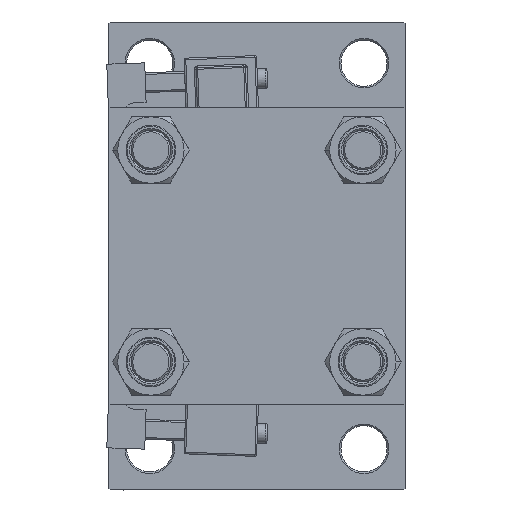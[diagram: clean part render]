
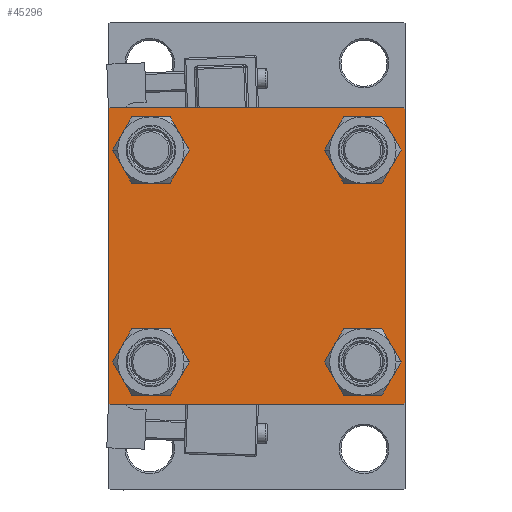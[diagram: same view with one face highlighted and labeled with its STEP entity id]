
A CAD part, left-side view. The second image highlights one B-rep face of the part: STEP entity #45296.
In plain terms, the highlighted planar face has unit normal (-1, 0, 0).
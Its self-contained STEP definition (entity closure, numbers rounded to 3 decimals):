
#759 = AXIS2_PLACEMENT_3D ( 'NONE', #30185, #34160, #14032 ) ;
#1004 = AXIS2_PLACEMENT_3D ( 'NONE', #8320, #12545, #20532 ) ;
#1328 = CARTESIAN_POINT ( 'NONE',  ( 0., -32.15, 25.65 ) ) ;
#1517 = AXIS2_PLACEMENT_3D ( 'NONE', #39341, #1876, #40084 ) ;
#1876 = DIRECTION ( 'NONE',  ( 1., 0., 0. ) ) ;
#2427 = ORIENTED_EDGE ( 'NONE', *, *, #40246, .T. ) ;
#2535 = EDGE_LOOP ( 'NONE', ( #35455, #9788 ) ) ;
#2597 = DIRECTION ( 'NONE',  ( 0., 0., 1. ) ) ;
#4356 = LINE ( 'NONE', #19582, #43488 ) ;
#5222 = CARTESIAN_POINT ( 'NONE',  ( 0., 44.75, -44.75 ) ) ;
#5408 = CARTESIAN_POINT ( 'NONE',  ( 0., -44.75, 44.75 ) ) ;
#6189 = VECTOR ( 'NONE', #26741, 1000. ) ;
#6293 = CARTESIAN_POINT ( 'NONE',  ( 0., 32.15, -25.65 ) ) ;
#6706 = AXIS2_PLACEMENT_3D ( 'NONE', #29316, #17812, #14329 ) ;
#6732 = LINE ( 'NONE', #10974, #17952 ) ;
#6914 = EDGE_LOOP ( 'NONE', ( #32496, #18373 ) ) ;
#6974 = PLANE ( 'NONE',  #7521 ) ;
#7169 = EDGE_CURVE ( 'NONE', #45946, #26122, #20452, .T. ) ;
#7223 = FACE_BOUND ( 'NONE', #2535, .T. ) ;
#7521 = AXIS2_PLACEMENT_3D ( 'NONE', #37186, #10721, #11213 ) ;
#7664 = EDGE_CURVE ( 'NONE', #42471, #18360, #44977, .T. ) ;
#7743 = ORIENTED_EDGE ( 'NONE', *, *, #37528, .F. ) ;
#8320 = CARTESIAN_POINT ( 'NONE',  ( 0., -32.15, 32.15 ) ) ;
#9010 = CIRCLE ( 'NONE', #1004, 6.5 ) ;
#9300 = ORIENTED_EDGE ( 'NONE', *, *, #46645, .T. ) ;
#9518 = CIRCLE ( 'NONE', #39813, 6.5 ) ;
#9788 = ORIENTED_EDGE ( 'NONE', *, *, #39011, .T. ) ;
#9878 = DIRECTION ( 'NONE',  ( 0., 0., -1. ) ) ;
#10336 = VECTOR ( 'NONE', #39375, 1000. ) ;
#10509 = EDGE_CURVE ( 'NONE', #16572, #33816, #25454, .T. ) ;
#10510 = VERTEX_POINT ( 'NONE', #43333 ) ;
#10721 = DIRECTION ( 'NONE',  ( -1., 0., 0. ) ) ;
#10827 = VERTEX_POINT ( 'NONE', #6293 ) ;
#10974 = CARTESIAN_POINT ( 'NONE',  ( 0., 44.75, 44.75 ) ) ;
#11213 = DIRECTION ( 'NONE',  ( 0., 0., 1. ) ) ;
#11226 = EDGE_CURVE ( 'NONE', #27539, #18360, #31624, .T. ) ;
#11846 = EDGE_CURVE ( 'NONE', #10827, #40126, #9518, .T. ) ;
#12016 = CARTESIAN_POINT ( 'NONE',  ( 0., 45., 44.5 ) ) ;
#12545 = DIRECTION ( 'NONE',  ( 1., 0., 0. ) ) ;
#12714 = EDGE_CURVE ( 'NONE', #30600, #10510, #18307, .T. ) ;
#12829 = DIRECTION ( 'NONE',  ( 0., -0.707, 0.707 ) ) ;
#13518 = DIRECTION ( 'NONE',  ( 0., 0., 1. ) ) ;
#13619 = LINE ( 'NONE', #44085, #19822 ) ;
#13638 = ORIENTED_EDGE ( 'NONE', *, *, #10509, .T. ) ;
#13923 = EDGE_CURVE ( 'NONE', #10510, #30600, #23861, .T. ) ;
#13926 = CARTESIAN_POINT ( 'NONE',  ( 0., -44.5, -45. ) ) ;
#14032 = DIRECTION ( 'NONE',  ( 0., 0., 1. ) ) ;
#14329 = DIRECTION ( 'NONE',  ( 0., 0., 1. ) ) ;
#14617 = CARTESIAN_POINT ( 'NONE',  ( 0., -45., 45. ) ) ;
#15395 = CARTESIAN_POINT ( 'NONE',  ( 0., -45., -44.5 ) ) ;
#16175 = CIRCLE ( 'NONE', #29740, 6.5 ) ;
#16572 = VERTEX_POINT ( 'NONE', #38059 ) ;
#17812 = DIRECTION ( 'NONE',  ( 1., 0., 0. ) ) ;
#17952 = VECTOR ( 'NONE', #18205, 1000. ) ;
#18037 = ORIENTED_EDGE ( 'NONE', *, *, #7169, .T. ) ;
#18205 = DIRECTION ( 'NONE',  ( 0., 0.707, -0.707 ) ) ;
#18307 = CIRCLE ( 'NONE', #759, 6.5 ) ;
#18360 = VERTEX_POINT ( 'NONE', #37895 ) ;
#18373 = ORIENTED_EDGE ( 'NONE', *, *, #40302, .T. ) ;
#18663 = VERTEX_POINT ( 'NONE', #43978 ) ;
#18844 = ORIENTED_EDGE ( 'NONE', *, *, #38438, .T. ) ;
#18930 = FACE_BOUND ( 'NONE', #41702, .T. ) ;
#19379 = EDGE_LOOP ( 'NONE', ( #38471, #28400 ) ) ;
#19582 = CARTESIAN_POINT ( 'NONE',  ( 0., -44.75, -44.75 ) ) ;
#19822 = VECTOR ( 'NONE', #9878, 1000. ) ;
#20452 = LINE ( 'NONE', #5222, #33285 ) ;
#20532 = DIRECTION ( 'NONE',  ( 0., 0., 1. ) ) ;
#21672 = DIRECTION ( 'NONE',  ( 1., 0., 0. ) ) ;
#22056 = DIRECTION ( 'NONE',  ( 1., 0., 0. ) ) ;
#22430 = DIRECTION ( 'NONE',  ( 0., 0., 1. ) ) ;
#22688 = EDGE_CURVE ( 'NONE', #18663, #37765, #9010, .T. ) ;
#23268 = CARTESIAN_POINT ( 'NONE',  ( 0., 32.15, 32.15 ) ) ;
#23861 = CIRCLE ( 'NONE', #39810, 6.5 ) ;
#24008 = CARTESIAN_POINT ( 'NONE',  ( 0., 32.15, -32.15 ) ) ;
#24519 = VERTEX_POINT ( 'NONE', #15395 ) ;
#24605 = CARTESIAN_POINT ( 'NONE',  ( 0., 44.5, -45. ) ) ;
#25454 = CIRCLE ( 'NONE', #1517, 6.5 ) ;
#25874 = DIRECTION ( 'NONE',  ( 0., -1., 0. ) ) ;
#26122 = VERTEX_POINT ( 'NONE', #24605 ) ;
#26185 = EDGE_CURVE ( 'NONE', #46377, #45946, #13619, .T. ) ;
#26373 = CARTESIAN_POINT ( 'NONE',  ( 0., 32.15, -38.65 ) ) ;
#26741 = DIRECTION ( 'NONE',  ( 0., -1., 0. ) ) ;
#26921 = VERTEX_POINT ( 'NONE', #13926 ) ;
#27539 = VERTEX_POINT ( 'NONE', #47545 ) ;
#27722 = EDGE_LOOP ( 'NONE', ( #43558, #18037, #18844, #41671, #7743, #45165, #49263, #9300 ) ) ;
#28400 = ORIENTED_EDGE ( 'NONE', *, *, #13923, .T. ) ;
#29078 = CARTESIAN_POINT ( 'NONE',  ( 0., -32.15, -32.15 ) ) ;
#29316 = CARTESIAN_POINT ( 'NONE',  ( 0., -32.15, 32.15 ) ) ;
#29704 = FACE_OUTER_BOUND ( 'NONE', #27722, .T. ) ;
#29740 = AXIS2_PLACEMENT_3D ( 'NONE', #24008, #39998, #13518 ) ;
#30185 = CARTESIAN_POINT ( 'NONE',  ( 0., 32.15, 32.15 ) ) ;
#30556 = CARTESIAN_POINT ( 'NONE',  ( 0., 45., -44.5 ) ) ;
#30600 = VERTEX_POINT ( 'NONE', #36222 ) ;
#31624 = LINE ( 'NONE', #5408, #10336 ) ;
#32169 = CARTESIAN_POINT ( 'NONE',  ( 0., 44.5, 45. ) ) ;
#32496 = ORIENTED_EDGE ( 'NONE', *, *, #22688, .T. ) ;
#33285 = VECTOR ( 'NONE', #43187, 1000. ) ;
#33423 = DIRECTION ( 'NONE',  ( 1., 0., 0. ) ) ;
#33437 = FACE_BOUND ( 'NONE', #19379, .T. ) ;
#33600 = LINE ( 'NONE', #41587, #44853 ) ;
#33816 = VERTEX_POINT ( 'NONE', #38431 ) ;
#34160 = DIRECTION ( 'NONE',  ( 1., 0., 0. ) ) ;
#35455 = ORIENTED_EDGE ( 'NONE', *, *, #11846, .T. ) ;
#36222 = CARTESIAN_POINT ( 'NONE',  ( 0., 32.15, 38.65 ) ) ;
#37186 = CARTESIAN_POINT ( 'NONE',  ( 0., 0., 0. ) ) ;
#37528 = EDGE_CURVE ( 'NONE', #27539, #24519, #48341, .T. ) ;
#37765 = VERTEX_POINT ( 'NONE', #1328 ) ;
#37895 = CARTESIAN_POINT ( 'NONE',  ( 0., -44.5, 45. ) ) ;
#38059 = CARTESIAN_POINT ( 'NONE',  ( 0., -32.15, -25.65 ) ) ;
#38431 = CARTESIAN_POINT ( 'NONE',  ( 0., -32.15, -38.65 ) ) ;
#38438 = EDGE_CURVE ( 'NONE', #26122, #26921, #33600, .T. ) ;
#38471 = ORIENTED_EDGE ( 'NONE', *, *, #12714, .T. ) ;
#38609 = CIRCLE ( 'NONE', #6706, 6.5 ) ;
#39011 = EDGE_CURVE ( 'NONE', #40126, #10827, #16175, .T. ) ;
#39341 = CARTESIAN_POINT ( 'NONE',  ( 0., -32.15, -32.15 ) ) ;
#39355 = CIRCLE ( 'NONE', #39388, 6.5 ) ;
#39375 = DIRECTION ( 'NONE',  ( 0., 0.707, 0.707 ) ) ;
#39388 = AXIS2_PLACEMENT_3D ( 'NONE', #29078, #22056, #2597 ) ;
#39810 = AXIS2_PLACEMENT_3D ( 'NONE', #23268, #21672, #39925 ) ;
#39813 = AXIS2_PLACEMENT_3D ( 'NONE', #49398, #33423, #22430 ) ;
#39925 = DIRECTION ( 'NONE',  ( 0., 0., 1. ) ) ;
#39998 = DIRECTION ( 'NONE',  ( 1., 0., 0. ) ) ;
#40084 = DIRECTION ( 'NONE',  ( 0., 0., 1. ) ) ;
#40126 = VERTEX_POINT ( 'NONE', #26373 ) ;
#40246 = EDGE_CURVE ( 'NONE', #33816, #16572, #39355, .T. ) ;
#40302 = EDGE_CURVE ( 'NONE', #37765, #18663, #38609, .T. ) ;
#41587 = CARTESIAN_POINT ( 'NONE',  ( 0., 45., -45. ) ) ;
#41671 = ORIENTED_EDGE ( 'NONE', *, *, #43778, .T. ) ;
#41702 = EDGE_LOOP ( 'NONE', ( #13638, #2427 ) ) ;
#42471 = VERTEX_POINT ( 'NONE', #32169 ) ;
#43187 = DIRECTION ( 'NONE',  ( 0., -0.707, -0.707 ) ) ;
#43333 = CARTESIAN_POINT ( 'NONE',  ( 0., 32.15, 25.65 ) ) ;
#43488 = VECTOR ( 'NONE', #12829, 1000. ) ;
#43558 = ORIENTED_EDGE ( 'NONE', *, *, #26185, .T. ) ;
#43778 = EDGE_CURVE ( 'NONE', #26921, #24519, #4356, .T. ) ;
#43978 = CARTESIAN_POINT ( 'NONE',  ( 0., -32.15, 38.65 ) ) ;
#44085 = CARTESIAN_POINT ( 'NONE',  ( 0., 45., 45. ) ) ;
#44836 = DIRECTION ( 'NONE',  ( 0., 0., -1. ) ) ;
#44853 = VECTOR ( 'NONE', #25874, 1000. ) ;
#44977 = LINE ( 'NONE', #49217, #6189 ) ;
#45165 = ORIENTED_EDGE ( 'NONE', *, *, #11226, .T. ) ;
#45296 = ADVANCED_FACE ( 'NONE', ( #45669, #18930, #7223, #33437, #29704 ), #6974, .T. ) ;
#45669 = FACE_BOUND ( 'NONE', #6914, .T. ) ;
#45946 = VERTEX_POINT ( 'NONE', #30556 ) ;
#46377 = VERTEX_POINT ( 'NONE', #12016 ) ;
#46645 = EDGE_CURVE ( 'NONE', #42471, #46377, #6732, .T. ) ;
#47545 = CARTESIAN_POINT ( 'NONE',  ( 0., -45., 44.5 ) ) ;
#48341 = LINE ( 'NONE', #14617, #48851 ) ;
#48851 = VECTOR ( 'NONE', #44836, 1000. ) ;
#49217 = CARTESIAN_POINT ( 'NONE',  ( 0., 45., 45. ) ) ;
#49263 = ORIENTED_EDGE ( 'NONE', *, *, #7664, .F. ) ;
#49398 = CARTESIAN_POINT ( 'NONE',  ( 0., 32.15, -32.15 ) ) ;
